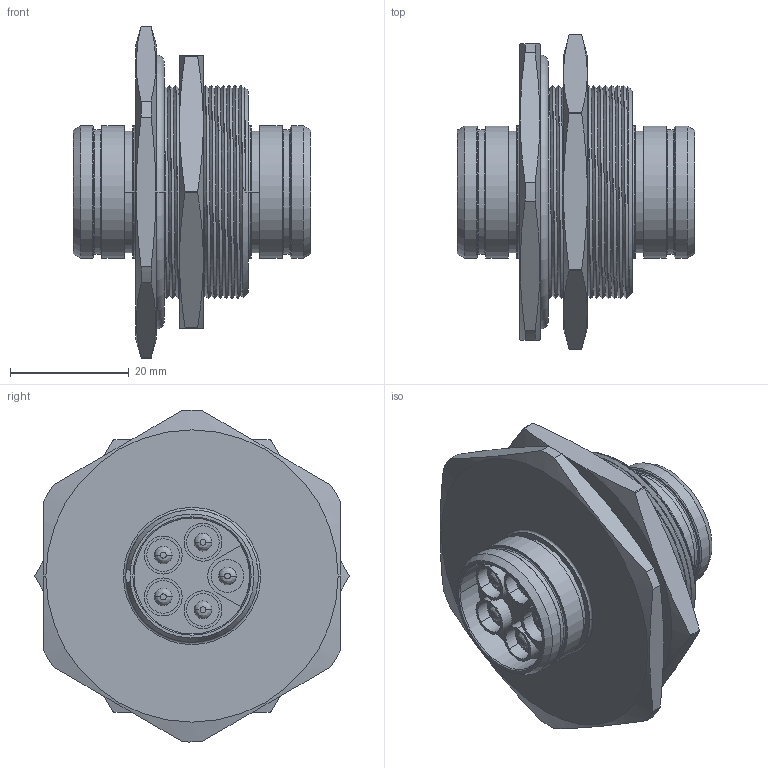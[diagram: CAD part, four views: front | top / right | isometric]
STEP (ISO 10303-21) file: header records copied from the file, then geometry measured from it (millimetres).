
FILE_DESCRIPTION((''),'2;1');
FILE_NAME('1331EE405MF','2022-01-10T12:09:32',('cgregory'),('NET AG system integration'),'CREO PARAMETRIC BY PTC INC, 2019292','CREO PARAMETRIC BY PTC INC, 2019292','');
FILE_SCHEMA(('AUTOMOTIVE_DESIGN { 1 0 10303 214 1 1 1 1 }'));
Length unit declared in the file: millimetre
Products named in the file (1): 1331EE405MF
Bounding box: 40 x 53 x 55.99 mm (x, y, z)
Volume: 31204.5 mm3; surface area: 14843.3 mm2
Topology: 2 solids, 2 shells, 477 faces, 1203 edges, 783 vertices
Faces by surface type: plane 235, cylinder 140, torus 40, cone 32, bspline 30
Entity records: 24449 total; most frequent: CARTESIAN_POINT 10236, ORIENTED_EDGE 2406, DIRECTION 2260, EDGE_CURVE 1203, AXIS2_PLACEMENT_3D 797, VERTEX_POINT 783, VECTOR 663, LINE 663
